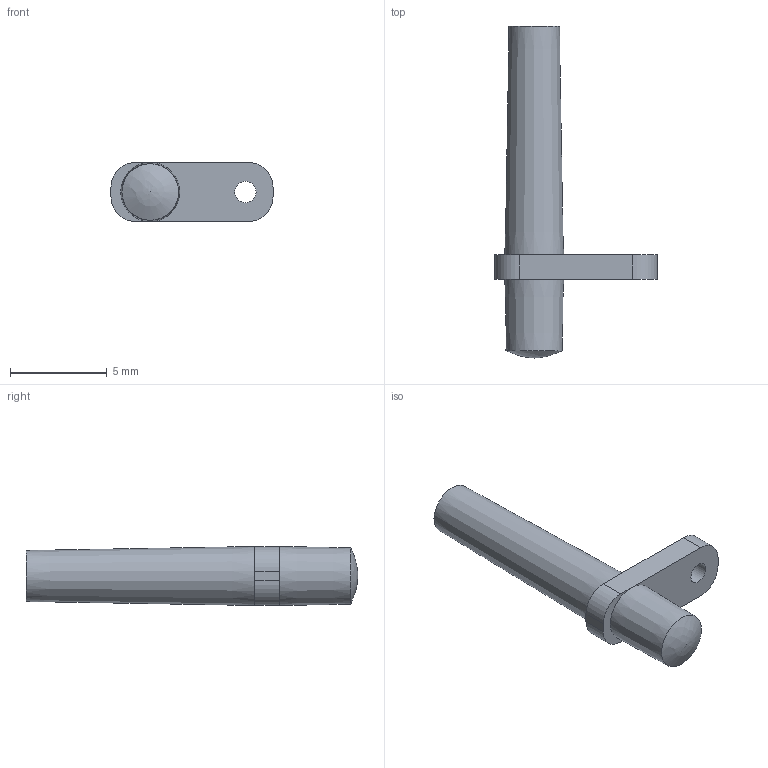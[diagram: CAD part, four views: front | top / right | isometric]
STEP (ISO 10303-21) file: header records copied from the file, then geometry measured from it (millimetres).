
FILE_DESCRIPTION(/* description */ (''),/* implementation_level */ '2;1');
FILE_NAME(/* name */ '276-2194-LIGHTPIPE.ipt.step',/* time_stamp */ '2020-04-16T23:09:58-04:00',/* author */ ('Jordan'),/* organization */ (''),/* preprocessor_version */ 'ST-DEVELOPER v17',/* originating_system */ 'Autodesk Inventor 2019',/* authorisation */ '');
FILE_SCHEMA (('AUTOMOTIVE_DESIGN { 1 0 10303 214 3 1 1 }'));
Length unit declared in the file: inch
Products named in the file (1): 276-2194-LIGHTPIPE
Bounding box: 8.38 x 17.16 x 3.05 mm (x, y, z)
Volume: 129.8 mm3; surface area: 218 mm2
Topology: 1 solids, 1 shells, 18 faces, 49 edges, 32 vertices
Faces by surface type: plane 9, cylinder 5, cone 2, sphere 1, bspline 1
Full cylindrical faces by diameter (mm): 1.1 x1
Entity records: 638 total; most frequent: CARTESIAN_POINT 124, DIRECTION 107, ORIENTED_EDGE 94, EDGE_CURVE 47, AXIS2_PLACEMENT_3D 42, VERTEX_POINT 32, CIRCLE 24, LINE 23
